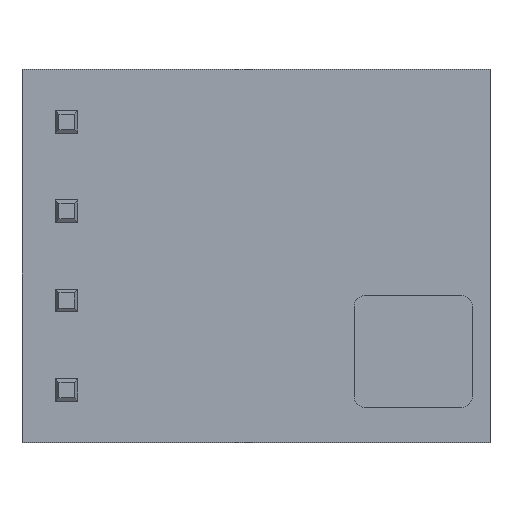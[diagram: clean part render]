
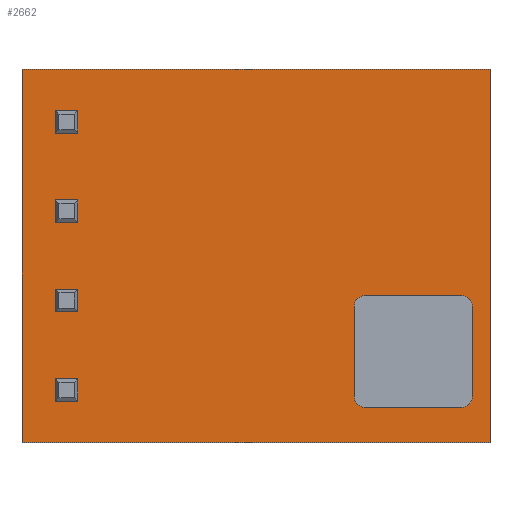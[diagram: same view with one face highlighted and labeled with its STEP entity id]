
A CAD part, top view. The second image highlights one B-rep face of the part: STEP entity #2662.
In plain terms, the highlighted face is planar.
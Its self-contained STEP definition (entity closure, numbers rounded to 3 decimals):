
#115 = DIRECTION ( 'NONE',  ( 0., 0., -1. ) ) ;
#262 = ORIENTED_EDGE ( 'NONE', *, *, #1822, .T. ) ;
#475 = EDGE_LOOP ( 'NONE', ( #262, #2553, #5560, #981 ) ) ;
#724 = CARTESIAN_POINT ( 'NONE',  ( 6.65, 1.5, 5.3 ) ) ;
#914 = DIRECTION ( 'NONE',  ( 0., 0., -1. ) ) ;
#981 = ORIENTED_EDGE ( 'NONE', *, *, #3288, .T. ) ;
#996 = CARTESIAN_POINT ( 'NONE',  ( 6.65, 1.5, 5.3 ) ) ;
#1098 = CARTESIAN_POINT ( 'NONE',  ( -6.65, 1.5, -5.3 ) ) ;
#1125 = LINE ( 'NONE', #1098, #2303 ) ;
#1242 = PLANE ( 'NONE',  #4977 ) ;
#1282 = DIRECTION ( 'NONE',  ( 1., 0., 0. ) ) ;
#1591 = CARTESIAN_POINT ( 'NONE',  ( -6.65, 1.5, 5.3 ) ) ;
#1613 = CARTESIAN_POINT ( 'NONE',  ( 6.65, 1.5, -5.3 ) ) ;
#1679 = CARTESIAN_POINT ( 'NONE',  ( -6.65, 1.5, 5.3 ) ) ;
#1822 = EDGE_CURVE ( 'NONE', #1910, #3545, #3996, .T. ) ;
#1866 = EDGE_CURVE ( 'NONE', #3545, #3638, #1125, .T. ) ;
#1910 = VERTEX_POINT ( 'NONE', #724 ) ;
#1923 = LINE ( 'NONE', #2289, #5535 ) ;
#2228 = FACE_OUTER_BOUND ( 'NONE', #475, .T. ) ;
#2263 = VECTOR ( 'NONE', #1282, 1000. ) ;
#2289 = CARTESIAN_POINT ( 'NONE',  ( -6.65, 1.5, 5.3 ) ) ;
#2303 = VECTOR ( 'NONE', #3699, 1000. ) ;
#2344 = DIRECTION ( 'NONE',  ( 0., 0., 1. ) ) ;
#2553 = ORIENTED_EDGE ( 'NONE', *, *, #1866, .T. ) ;
#2662 = ADVANCED_FACE ( 'NONE', ( #2228 ), #1242, .F. ) ;
#2790 = LINE ( 'NONE', #1679, #2263 ) ;
#3288 = EDGE_CURVE ( 'NONE', #4600, #1910, #2790, .T. ) ;
#3304 = VECTOR ( 'NONE', #115, 1000. ) ;
#3485 = CARTESIAN_POINT ( 'NONE',  ( 0., 1.5, 0. ) ) ;
#3545 = VERTEX_POINT ( 'NONE', #1613 ) ;
#3638 = VERTEX_POINT ( 'NONE', #4803 ) ;
#3699 = DIRECTION ( 'NONE',  ( -1., 0., 0. ) ) ;
#3803 = EDGE_CURVE ( 'NONE', #3638, #4600, #1923, .T. ) ;
#3996 = LINE ( 'NONE', #996, #3304 ) ;
#4600 = VERTEX_POINT ( 'NONE', #1591 ) ;
#4803 = CARTESIAN_POINT ( 'NONE',  ( -6.65, 1.5, -5.3 ) ) ;
#4977 = AXIS2_PLACEMENT_3D ( 'NONE', #3485, #5554, #914 ) ;
#5535 = VECTOR ( 'NONE', #2344, 1000. ) ;
#5554 = DIRECTION ( 'NONE',  ( 0., -1., 0. ) ) ;
#5560 = ORIENTED_EDGE ( 'NONE', *, *, #3803, .T. ) ;
